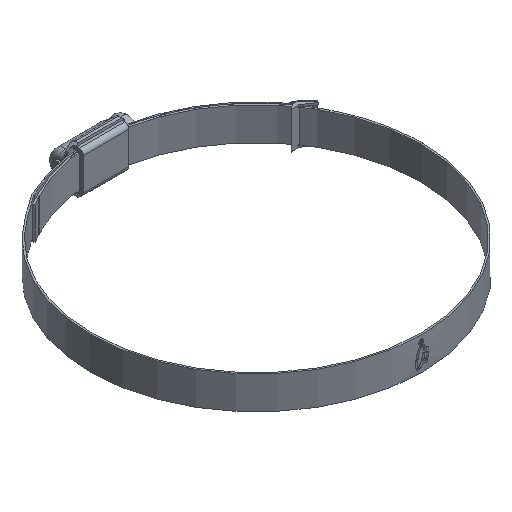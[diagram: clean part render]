
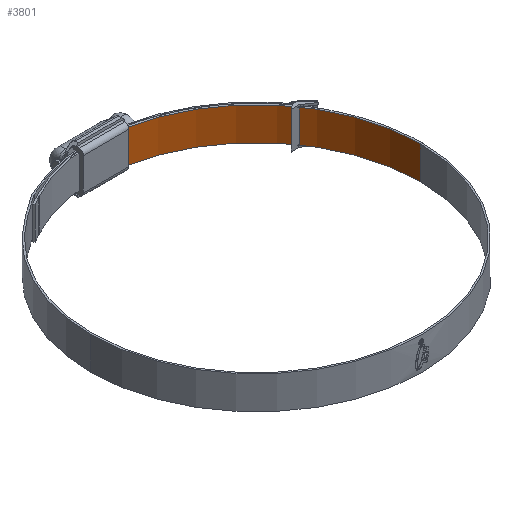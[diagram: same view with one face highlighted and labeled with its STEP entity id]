
A CAD part, isometric view. The second image highlights one B-rep face of the part: STEP entity #3801.
In plain terms, the highlighted cylindrical face has radius 80 mm (diameter 160 mm), a partial arc.
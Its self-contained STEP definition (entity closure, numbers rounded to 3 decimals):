
#19 = FACE_OUTER_BOUND ( 'NONE', #4639, .T. ) ;
#612 = CARTESIAN_POINT ( 'NONE',  ( 0., 80., -8. ) ) ;
#821 = AXIS2_PLACEMENT_3D ( 'NONE', #4387, #5352, #3623 ) ;
#1326 = CARTESIAN_POINT ( 'NONE',  ( 80., 0., -8. ) ) ;
#1366 = AXIS2_PLACEMENT_3D ( 'NONE', #7767, #7507, #4205 ) ;
#1391 = DIRECTION ( 'NONE',  ( 0., 0., 1. ) ) ;
#1648 = CARTESIAN_POINT ( 'NONE',  ( 80., 0., 8. ) ) ;
#1932 = EDGE_CURVE ( 'NONE', #9827, #3688, #9431, .T. ) ;
#2320 = VECTOR ( 'NONE', #9601, 1000. ) ;
#3623 = DIRECTION ( 'NONE',  ( -1., 0., 0. ) ) ;
#3688 = VERTEX_POINT ( 'NONE', #1648 ) ;
#3801 = ADVANCED_FACE ( 'NONE', ( #19 ), #5504, .F. ) ;
#4205 = DIRECTION ( 'NONE',  ( -1., 0., 0. ) ) ;
#4387 = CARTESIAN_POINT ( 'NONE',  ( 0., 0., 8. ) ) ;
#4478 = EDGE_CURVE ( 'NONE', #5523, #3688, #5559, .T. ) ;
#4547 = CARTESIAN_POINT ( 'NONE',  ( 0., 0., -8. ) ) ;
#4639 = EDGE_LOOP ( 'NONE', ( #10008, #10692, #11585, #11317 ) ) ;
#5352 = DIRECTION ( 'NONE',  ( 0., 0., -1. ) ) ;
#5504 = CYLINDRICAL_SURFACE ( 'NONE', #11057, 80. ) ;
#5523 = VERTEX_POINT ( 'NONE', #7529 ) ;
#5559 = CIRCLE ( 'NONE', #821, 80. ) ;
#6077 = CARTESIAN_POINT ( 'NONE',  ( 80., 0., -8. ) ) ;
#6508 = VECTOR ( 'NONE', #1391, 1000. ) ;
#7465 = DIRECTION ( 'NONE',  ( 0., 0., 1. ) ) ;
#7507 = DIRECTION ( 'NONE',  ( 0., 0., -1. ) ) ;
#7529 = CARTESIAN_POINT ( 'NONE',  ( 0., 80., 8. ) ) ;
#7767 = CARTESIAN_POINT ( 'NONE',  ( 0., 0., -8. ) ) ;
#8094 = EDGE_CURVE ( 'NONE', #9452, #9827, #10800, .T. ) ;
#8788 = EDGE_CURVE ( 'NONE', #9452, #5523, #11254, .T. ) ;
#9395 = CARTESIAN_POINT ( 'NONE',  ( 0., 80., -8. ) ) ;
#9431 = LINE ( 'NONE', #1326, #6508 ) ;
#9452 = VERTEX_POINT ( 'NONE', #9395 ) ;
#9601 = DIRECTION ( 'NONE',  ( 0., 0., 1. ) ) ;
#9827 = VERTEX_POINT ( 'NONE', #6077 ) ;
#10008 = ORIENTED_EDGE ( 'NONE', *, *, #8094, .T. ) ;
#10692 = ORIENTED_EDGE ( 'NONE', *, *, #1932, .T. ) ;
#10800 = CIRCLE ( 'NONE', #1366, 80. ) ;
#11032 = DIRECTION ( 'NONE',  ( 1., 0., 0. ) ) ;
#11057 = AXIS2_PLACEMENT_3D ( 'NONE', #4547, #7465, #11032 ) ;
#11254 = LINE ( 'NONE', #612, #2320 ) ;
#11317 = ORIENTED_EDGE ( 'NONE', *, *, #8788, .F. ) ;
#11585 = ORIENTED_EDGE ( 'NONE', *, *, #4478, .F. ) ;
